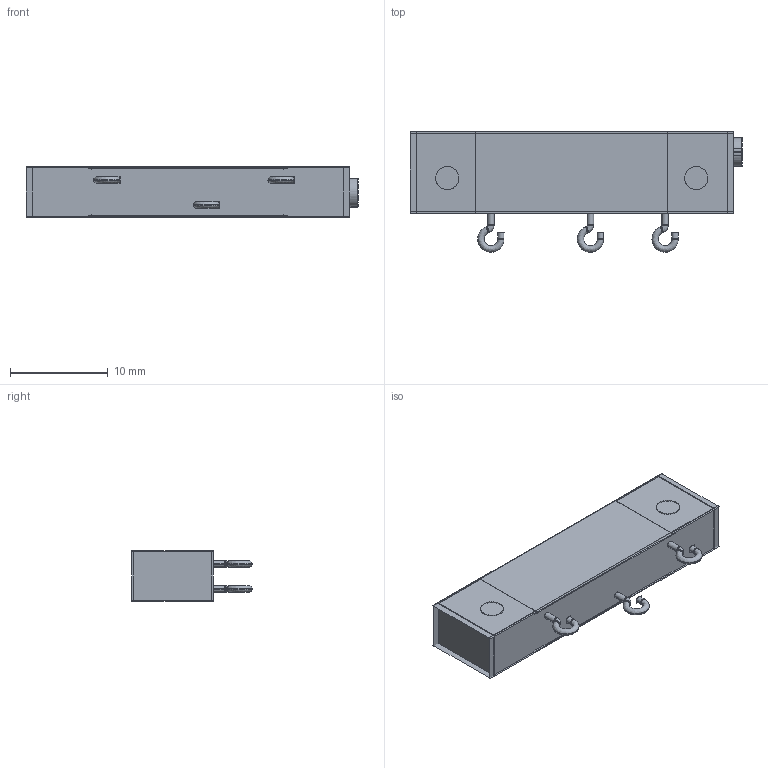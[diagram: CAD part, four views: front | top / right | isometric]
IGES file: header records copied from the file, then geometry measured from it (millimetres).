
Start section:  PTC IGES file: 3057j.igs
Global section: file name: 3057j.igs; native system: Creo Parametric by Parametric Technology Corporation; preprocessor: 2012230; author: stevec; organization: Unknown; date: 20121024.153530; units: inch
Bounding box: 33.89 x 12.29 x 5.15 mm (x, y, z)
Volume: 1190.3 mm3; surface area: 5070.6 mm2
Topology: 1 solids, 1 shells, 104 faces, 508 edges, 642 vertices
Faces by surface type: revolution 60, bspline 44
